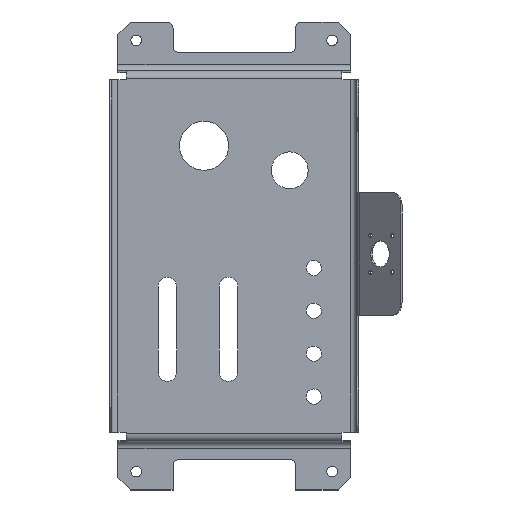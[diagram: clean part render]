
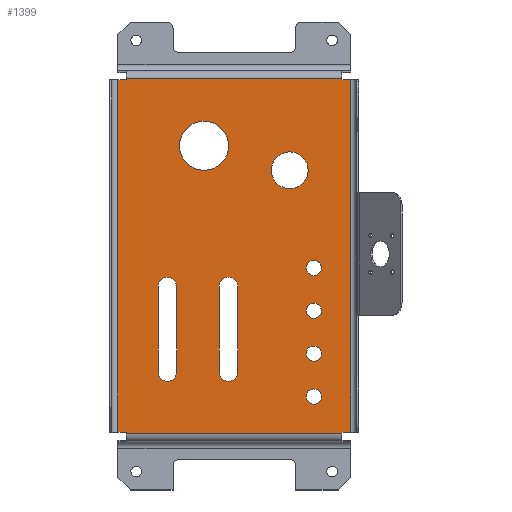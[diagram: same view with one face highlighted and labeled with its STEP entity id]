
A CAD part, top view. The second image highlights one B-rep face of the part: STEP entity #1399.
In plain terms, the highlighted planar face has unit normal (0, 0, 1).
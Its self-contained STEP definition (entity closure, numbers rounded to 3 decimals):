
#1212=FACE_BOUND('',#3682,.T.);
#1213=FACE_BOUND('',#3683,.T.);
#1214=FACE_BOUND('',#3684,.T.);
#1215=FACE_BOUND('',#3685,.T.);
#1216=FACE_BOUND('',#3686,.T.);
#1217=FACE_BOUND('',#3687,.T.);
#1218=FACE_BOUND('',#3688,.T.);
#1219=FACE_BOUND('',#3689,.T.);
#1255=PLANE('',#5404);
#1399=ADVANCED_FACE('233|2832717209',(#1519,#1212,#1213,#1214,#1215,#1216,#1217,#1218,#1219),#1255,.T.);
#1519=FACE_OUTER_BOUND('',#3681,.T.);
#1607=CIRCLE('',#5295,7.938);
#1609=CIRCLE('',#5298,7.938);
#1611=CIRCLE('',#5301,7.938);
#1613=CIRCLE('',#5304,7.938);
#1615=CIRCLE('',#5307,7.938);
#1617=CIRCLE('',#5310,7.938);
#1620=CIRCLE('',#5315,9.525);
#1622=CIRCLE('',#5319,9.525);
#1624=CIRCLE('',#5323,9.525);
#1626=CIRCLE('',#5327,9.525);
#1628=CIRCLE('',#5330,25.4);
#1629=CIRCLE('',#5332,25.4);
#1632=CIRCLE('',#5336,19.05);
#1633=CIRCLE('',#5338,19.05);
#1635=CIRCLE('',#5341,7.938);
#1637=CIRCLE('',#5344,7.938);
#2031=ORIENTED_EDGE('',*,*,#2661,.T.);
#2032=ORIENTED_EDGE('',*,*,#2662,.F.);
#2033=ORIENTED_EDGE('',*,*,#2606,.F.);
#2034=ORIENTED_EDGE('',*,*,#2663,.T.);
#2035=ORIENTED_EDGE('',*,*,#2664,.F.);
#2036=ORIENTED_EDGE('',*,*,#2665,.F.);
#2037=ORIENTED_EDGE('',*,*,#2666,.T.);
#2038=ORIENTED_EDGE('',*,*,#2667,.F.);
#2039=ORIENTED_EDGE('',*,*,#2656,.T.);
#2040=ORIENTED_EDGE('',*,*,#2668,.T.);
#2041=ORIENTED_EDGE('',*,*,#2669,.F.);
#2042=ORIENTED_EDGE('',*,*,#2660,.T.);
#2043=ORIENTED_EDGE('',*,*,#2560,.F.);
#2044=ORIENTED_EDGE('',*,*,#2557,.F.);
#2045=ORIENTED_EDGE('',*,*,#2554,.F.);
#2046=ORIENTED_EDGE('',*,*,#2553,.F.);
#2047=ORIENTED_EDGE('',*,*,#2548,.F.);
#2048=ORIENTED_EDGE('',*,*,#2547,.F.);
#2049=ORIENTED_EDGE('',*,*,#2543,.F.);
#2050=ORIENTED_EDGE('',*,*,#2541,.F.);
#2051=ORIENTED_EDGE('',*,*,#2538,.F.);
#2052=ORIENTED_EDGE('',*,*,#2533,.F.);
#2053=ORIENTED_EDGE('',*,*,#2531,.F.);
#2054=ORIENTED_EDGE('',*,*,#2527,.F.);
#2055=ORIENTED_EDGE('',*,*,#2526,.F.);
#2056=ORIENTED_EDGE('',*,*,#2523,.F.);
#2057=ORIENTED_EDGE('',*,*,#2518,.F.);
#2058=ORIENTED_EDGE('',*,*,#2515,.F.);
#2059=ORIENTED_EDGE('',*,*,#2512,.F.);
#2060=ORIENTED_EDGE('',*,*,#2509,.F.);
#2061=ORIENTED_EDGE('',*,*,#2506,.F.);
#2062=ORIENTED_EDGE('',*,*,#2503,.F.);
#2503=EDGE_CURVE('80',#3432,#3433,#1607,.T.);
#2506=EDGE_CURVE('84',#3433,#3432,#1609,.T.);
#2509=EDGE_CURVE('86',#3436,#3437,#1611,.T.);
#2512=EDGE_CURVE('90',#3437,#3436,#1613,.T.);
#2515=EDGE_CURVE('92',#3440,#3441,#1615,.T.);
#2518=EDGE_CURVE('96',#3441,#3440,#1617,.T.);
#2523=EDGE_CURVE('100',#3446,#3443,#3125,.T.);
#2526=EDGE_CURVE('103',#3443,#3447,#1620,.T.);
#2527=EDGE_CURVE('105',#3447,#3449,#3127,.T.);
#2531=EDGE_CURVE('109',#3449,#3446,#1622,.T.);
#2533=EDGE_CURVE('111',#3451,#3453,#3131,.T.);
#2538=EDGE_CURVE('115',#3453,#3455,#1624,.T.);
#2541=EDGE_CURVE('118',#3455,#3457,#3137,.T.);
#2543=EDGE_CURVE('121',#3457,#3451,#1626,.T.);
#2547=EDGE_CURVE('124',#3462,#3459,#1628,.T.);
#2548=EDGE_CURVE('127',#3459,#3462,#1629,.T.);
#2553=EDGE_CURVE('130',#3466,#3463,#1632,.T.);
#2554=EDGE_CURVE('133',#3463,#3466,#1633,.T.);
#2557=EDGE_CURVE('134',#3468,#3469,#1635,.T.);
#2560=EDGE_CURVE('138',#3469,#3468,#1637,.T.);
#2606=EDGE_CURVE('185',#3505,#3507,#3165,.T.);
#2656=EDGE_CURVE('232',#3543,#3544,#3206,.T.);
#2660=EDGE_CURVE('236',#3545,#3548,#3208,.T.);
#2661=EDGE_CURVE('247',#3548,#3549,#3209,.T.);
#2662=EDGE_CURVE('246',#3507,#3549,#3210,.T.);
#2663=EDGE_CURVE('245',#3505,#3550,#3211,.T.);
#2664=EDGE_CURVE('244',#3551,#3550,#3212,.T.);
#2665=EDGE_CURVE('243',#3552,#3551,#3213,.T.);
#2666=EDGE_CURVE('242',#3552,#3553,#3214,.T.);
#2667=EDGE_CURVE('241',#3543,#3553,#3215,.T.);
#2668=EDGE_CURVE('240',#3544,#3554,#3216,.T.);
#2669=EDGE_CURVE('239',#3545,#3554,#3217,.T.);
#2829=VECTOR('',#5597,88.9);
#2831=VECTOR('',#5603,88.9);
#2835=VECTOR('',#5603,88.9);
#2841=VECTOR('',#5597,88.9);
#2869=VECTOR('',#5598,223.52);
#2910=VECTOR('',#5598,223.52);
#2912=VECTOR('',#5603,365.465);
#2913=VECTOR('',#5592,8.89);
#2914=VECTOR('',#5597,1.902);
#2915=VECTOR('',#5597,1.902);
#2916=VECTOR('',#5598,8.89);
#2917=VECTOR('',#5603,365.465);
#2918=VECTOR('',#5598,8.89);
#2919=VECTOR('',#5603,0.932);
#2920=VECTOR('',#5603,0.932);
#2921=VECTOR('',#5592,8.89);
#3125=LINE('',#4652,#2829);
#3127=LINE('',#4654,#2831);
#3131=LINE('',#4661,#2835);
#3137=LINE('',#4666,#2841);
#3165=LINE('',#4738,#2869);
#3206=LINE('',#4784,#2910);
#3208=LINE('',#4786,#2912);
#3209=LINE('',#4789,#2913);
#3210=LINE('',#4741,#2914);
#3211=LINE('',#4738,#2915);
#3212=LINE('',#4793,#2916);
#3213=LINE('',#4794,#2917);
#3214=LINE('',#4794,#2918);
#3215=LINE('',#4784,#2919);
#3216=LINE('',#4785,#2920);
#3217=LINE('',#4786,#2921);
#3432=VERTEX_POINT('63',#4633);
#3433=VERTEX_POINT('64',#4634);
#3436=VERTEX_POINT('67',#4639);
#3437=VERTEX_POINT('68',#4640);
#3440=VERTEX_POINT('71',#4645);
#3441=VERTEX_POINT('72',#4646);
#3443=VERTEX_POINT('78',#4649);
#3446=VERTEX_POINT('77',#4652);
#3447=VERTEX_POINT('80',#4654);
#3449=VERTEX_POINT('81',#4657);
#3451=VERTEX_POINT('83',#4661);
#3453=VERTEX_POINT('85',#4663);
#3455=VERTEX_POINT('88',#4666);
#3457=VERTEX_POINT('90',#4669);
#3459=VERTEX_POINT('94',#4674);
#3462=VERTEX_POINT('93',#4677);
#3463=VERTEX_POINT('98',#4680);
#3466=VERTEX_POINT('97',#4683);
#3468=VERTEX_POINT('99',#4687);
#3469=VERTEX_POINT('100',#4688);
#3505=VERTEX_POINT('140',#4738);
#3507=VERTEX_POINT('139',#4741);
#3543=VERTEX_POINT('175',#4784);
#3544=VERTEX_POINT('176',#4785);
#3545=VERTEX_POINT('177',#4786);
#3548=VERTEX_POINT('179',#4789);
#3549=VERTEX_POINT('186',#4791);
#3550=VERTEX_POINT('185',#4792);
#3551=VERTEX_POINT('184',#4793);
#3552=VERTEX_POINT('183',#4794);
#3553=VERTEX_POINT('182',#4795);
#3554=VERTEX_POINT('181',#4796);
#3681=EDGE_LOOP('',(#2031,#2032,#2033,#2034,#2035,#2036,#2037,#2038,#2039,#2040,#2041,#2042));
#3682=EDGE_LOOP('',(#2043,#2044));
#3683=EDGE_LOOP('',(#2045,#2046));
#3684=EDGE_LOOP('',(#2047,#2048));
#3685=EDGE_LOOP('',(#2049,#2050,#2051,#2052));
#3686=EDGE_LOOP('',(#2053,#2054,#2055,#2056));
#3687=EDGE_LOOP('',(#2057,#2058));
#3688=EDGE_LOOP('',(#2059,#2060));
#3689=EDGE_LOOP('',(#2061,#2062));
#4631=CARTESIAN_POINT('',(-38.1,230.124,78.108));
#4633=CARTESIAN_POINT('',(-31.134,226.319,78.108));
#4634=CARTESIAN_POINT('',(-45.066,233.929,78.108));
#4637=CARTESIAN_POINT('',(-38.1,185.674,78.108));
#4639=CARTESIAN_POINT('',(-31.134,181.869,78.108));
#4640=CARTESIAN_POINT('',(-45.066,189.479,78.108));
#4643=CARTESIAN_POINT('',(-38.1,141.224,78.108));
#4645=CARTESIAN_POINT('',(-31.134,137.419,78.108));
#4646=CARTESIAN_POINT('',(-45.066,145.029,78.108));
#4649=CARTESIAN_POINT('',(-180.492,210.972,78.108));
#4652=CARTESIAN_POINT('',(-180.492,122.072,78.108));
#4654=CARTESIAN_POINT('',(-199.542,210.972,78.108));
#4656=CARTESIAN_POINT('',(-190.017,210.972,78.108));
#4657=CARTESIAN_POINT('',(-199.542,122.072,78.108));
#4660=CARTESIAN_POINT('',(-190.017,122.072,78.108));
#4661=CARTESIAN_POINT('',(-136.042,210.972,78.108));
#4663=CARTESIAN_POINT('',(-136.042,122.072,78.108));
#4666=CARTESIAN_POINT('',(-116.992,122.072,78.108));
#4668=CARTESIAN_POINT('',(-126.517,122.072,78.108));
#4669=CARTESIAN_POINT('',(-116.992,210.972,78.108));
#4672=CARTESIAN_POINT('',(-126.517,210.972,78.108));
#4674=CARTESIAN_POINT('',(-126.517,356.921,78.108));
#4677=CARTESIAN_POINT('',(-177.317,356.921,78.108));
#4678=CARTESIAN_POINT('',(-151.917,356.921,78.108));
#4680=CARTESIAN_POINT('',(-43.967,331.521,78.108));
#4683=CARTESIAN_POINT('',(-82.067,331.521,78.108));
#4684=CARTESIAN_POINT('',(-63.017,331.521,78.108));
#4685=CARTESIAN_POINT('',(-38.1,96.774,78.108));
#4687=CARTESIAN_POINT('',(-31.134,92.969,78.108));
#4688=CARTESIAN_POINT('',(-45.066,100.579,78.108));
#4738=CARTESIAN_POINT('',(-8.89,58.087,78.108));
#4741=CARTESIAN_POINT('',(-232.41,58.087,78.108));
#4784=CARTESIAN_POINT('',(-8.89,426.387,78.108));
#4785=CARTESIAN_POINT('',(-232.41,426.387,78.108));
#4786=CARTESIAN_POINT('',(-241.3,425.455,78.108));
#4789=CARTESIAN_POINT('',(-241.3,59.99,78.108));
#4790=CARTESIAN_POINT('',(0.,58.087,78.108));
#4791=CARTESIAN_POINT('',(-232.41,59.99,78.108));
#4792=CARTESIAN_POINT('',(-8.89,59.99,78.108));
#4793=CARTESIAN_POINT('',(0.,59.99,78.108));
#4794=CARTESIAN_POINT('',(0.,425.455,78.108));
#4795=CARTESIAN_POINT('',(-8.89,425.455,78.108));
#4796=CARTESIAN_POINT('',(-232.41,425.455,78.108));
#5295=AXIS2_PLACEMENT_3D('',#4631,#5591,#5604);
#5298=AXIS2_PLACEMENT_3D('',#4631,#5591,#5605);
#5301=AXIS2_PLACEMENT_3D('',#4637,#5591,#5604);
#5304=AXIS2_PLACEMENT_3D('',#4637,#5591,#5605);
#5307=AXIS2_PLACEMENT_3D('',#4643,#5591,#5604);
#5310=AXIS2_PLACEMENT_3D('',#4643,#5591,#5605);
#5315=AXIS2_PLACEMENT_3D('',#4656,#5591,#5592);
#5319=AXIS2_PLACEMENT_3D('',#4660,#5591,#5598);
#5323=AXIS2_PLACEMENT_3D('',#4668,#5591,#5598);
#5327=AXIS2_PLACEMENT_3D('',#4672,#5591,#5592);
#5330=AXIS2_PLACEMENT_3D('',#4678,#5591,#5598);
#5332=AXIS2_PLACEMENT_3D('',#4678,#5591,#5592);
#5336=AXIS2_PLACEMENT_3D('',#4684,#5591,#5598);
#5338=AXIS2_PLACEMENT_3D('',#4684,#5591,#5592);
#5341=AXIS2_PLACEMENT_3D('',#4685,#5591,#5604);
#5344=AXIS2_PLACEMENT_3D('',#4685,#5591,#5605);
#5404=AXIS2_PLACEMENT_3D('',#4790,#5591,#5597);
#5591=DIRECTION('',(0.,0.,1.));
#5592=DIRECTION('',(1.,0.,0.));
#5597=DIRECTION('',(0.,1.,0.));
#5598=DIRECTION('',(-1.,0.,0.));
#5603=DIRECTION('',(0.,-1.,0.));
#5604=DIRECTION('',(0.878,-0.479,0.));
#5605=DIRECTION('',(-0.878,0.479,0.));
